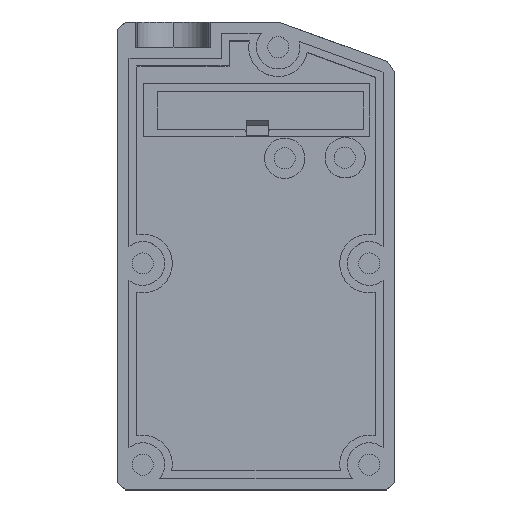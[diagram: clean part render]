
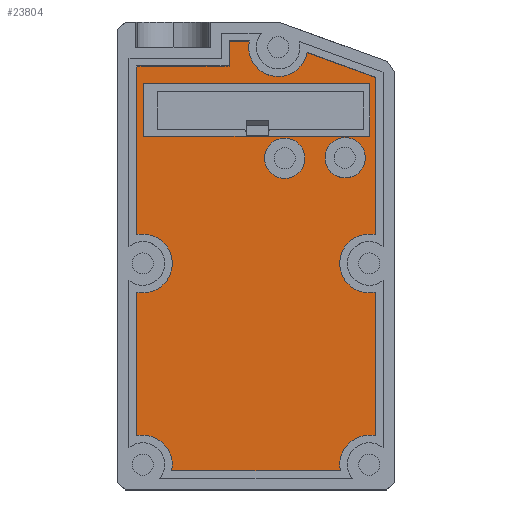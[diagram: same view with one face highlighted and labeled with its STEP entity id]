
A CAD part, top view. The second image highlights one B-rep face of the part: STEP entity #23804.
In plain terms, the highlighted planar face has unit normal (0, 0, 1).
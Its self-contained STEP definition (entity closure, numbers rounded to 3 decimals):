
#153=FACE_BOUND('',#5218,.T.);
#154=FACE_BOUND('',#5219,.T.);
#155=FACE_BOUND('',#5220,.T.);
#2517=PLANE('',#24596);
#3797=FACE_OUTER_BOUND('',#5217,.T.);
#5217=EDGE_LOOP('',(#22402,#22403,#22404,#22405,#22406,#22407,#22408,#22409,
#22410));
#5218=EDGE_LOOP('',(#22411,#22412,#22413,#22414,#22415,#22416));
#5219=EDGE_LOOP('',(#22417));
#5220=EDGE_LOOP('',(#22418));
#5276=LINE('',#28551,#7564);
#5277=LINE('',#28554,#7565);
#5280=LINE('',#28559,#7568);
#7342=LINE('',#44336,#9630);
#7345=LINE('',#44341,#9633);
#7355=LINE('',#44361,#9643);
#7365=LINE('',#44383,#9653);
#7367=LINE('',#44387,#9655);
#7369=LINE('',#44390,#9657);
#7496=LINE('',#44744,#9784);
#7504=LINE('',#44857,#9792);
#7505=LINE('',#44860,#9793);
#7509=LINE('',#44869,#9797);
#7515=LINE('',#44897,#9803);
#7521=LINE('',#44907,#9809);
#7564=VECTOR('',#24674,10.);
#7565=VECTOR('',#24677,10.);
#7568=VECTOR('',#24682,10.);
#9630=VECTOR('',#27998,10.);
#9633=VECTOR('',#28003,10.);
#9643=VECTOR('',#28015,10.);
#9653=VECTOR('',#28039,10.);
#9655=VECTOR('',#28043,10.);
#9657=VECTOR('',#28047,10.);
#9784=VECTOR('',#28350,10.);
#9792=VECTOR('',#28360,10.);
#9793=VECTOR('',#28363,10.);
#9797=VECTOR('',#28369,10.);
#9803=VECTOR('',#28377,10.);
#9809=VECTOR('',#28385,10.);
#9848=CIRCLE('',#24544,4.);
#9850=CIRCLE('',#24548,4.);
#9879=VERTEX_POINT('',#28498);
#9900=VERTEX_POINT('',#28546);
#9901=VERTEX_POINT('',#28553);
#9902=VERTEX_POINT('',#28557);
#12009=VERTEX_POINT('',#44333);
#12010=VERTEX_POINT('',#44335);
#12011=VERTEX_POINT('',#44339);
#12020=VERTEX_POINT('',#44359);
#12025=VERTEX_POINT('',#44382);
#12026=VERTEX_POINT('',#44386);
#12105=VERTEX_POINT('',#44643);
#12107=VERTEX_POINT('',#44650);
#12135=VERTEX_POINT('',#44743);
#12144=VERTEX_POINT('',#44855);
#12145=VERTEX_POINT('',#44859);
#12148=VERTEX_POINT('',#44866);
#12149=VERTEX_POINT('',#44868);
#12203=EDGE_CURVE('',#9900,#9879,#5276,.T.);
#12204=EDGE_CURVE('',#9901,#9900,#5277,.T.);
#12207=EDGE_CURVE('',#9879,#9902,#5280,.T.);
#15367=EDGE_CURVE('',#12009,#12010,#7342,.T.);
#15370=EDGE_CURVE('',#12011,#12010,#7345,.T.);
#15380=EDGE_CURVE('',#12020,#12009,#7355,.F.);
#15390=EDGE_CURVE('',#9902,#12025,#7365,.T.);
#15392=EDGE_CURVE('',#12025,#12026,#7367,.T.);
#15394=EDGE_CURVE('',#12026,#9901,#7369,.T.);
#15507=EDGE_CURVE('',#12105,#12105,#9848,.T.);
#15510=EDGE_CURVE('',#12107,#12107,#9850,.T.);
#15554=EDGE_CURVE('',#12135,#12011,#7496,.T.);
#15567=EDGE_CURVE('',#12144,#12020,#7504,.F.);
#15568=EDGE_CURVE('',#12135,#12145,#7505,.F.);
#15572=EDGE_CURVE('',#12148,#12149,#7509,.F.);
#15579=EDGE_CURVE('',#12145,#12148,#7515,.F.);
#15585=EDGE_CURVE('',#12149,#12144,#7521,.F.);
#22402=ORIENTED_EDGE('',*,*,#15572,.F.);
#22403=ORIENTED_EDGE('',*,*,#15579,.F.);
#22404=ORIENTED_EDGE('',*,*,#15568,.F.);
#22405=ORIENTED_EDGE('',*,*,#15554,.T.);
#22406=ORIENTED_EDGE('',*,*,#15370,.T.);
#22407=ORIENTED_EDGE('',*,*,#15367,.F.);
#22408=ORIENTED_EDGE('',*,*,#15380,.F.);
#22409=ORIENTED_EDGE('',*,*,#15567,.F.);
#22410=ORIENTED_EDGE('',*,*,#15585,.F.);
#22411=ORIENTED_EDGE('',*,*,#15390,.T.);
#22412=ORIENTED_EDGE('',*,*,#15392,.T.);
#22413=ORIENTED_EDGE('',*,*,#15394,.T.);
#22414=ORIENTED_EDGE('',*,*,#12204,.T.);
#22415=ORIENTED_EDGE('',*,*,#12203,.T.);
#22416=ORIENTED_EDGE('',*,*,#12207,.T.);
#22417=ORIENTED_EDGE('',*,*,#15507,.T.);
#22418=ORIENTED_EDGE('',*,*,#15510,.T.);
#23804=ADVANCED_FACE('',(#3797,#153,#154,#155),#2517,.T.);
#24544=AXIS2_PLACEMENT_3D('',#44645,#28249,#28250);
#24548=AXIS2_PLACEMENT_3D('',#44652,#28258,#28259);
#24596=AXIS2_PLACEMENT_3D('',#44923,#28416,#28417);
#24674=DIRECTION('',(-1.,0.,0.));
#24677=DIRECTION('',(-1.,0.,0.));
#24682=DIRECTION('',(-1.,0.,0.));
#27998=DIRECTION('',(-1.,0.,0.));
#28003=DIRECTION('',(0.,-1.,0.));
#28015=DIRECTION('',(0.,-1.,0.));
#28039=DIRECTION('',(0.,1.,0.));
#28043=DIRECTION('',(1.,0.,0.));
#28047=DIRECTION('',(0.,-1.,0.));
#28249=DIRECTION('center_axis',(0.,0.,-1.));
#28250=DIRECTION('ref_axis',(-1.,0.,0.));
#28258=DIRECTION('center_axis',(0.,0.,-1.));
#28259=DIRECTION('ref_axis',(-1.,0.,0.));
#28350=DIRECTION('',(-1.,0.,0.));
#28360=DIRECTION('',(1.,0.,0.));
#28363=DIRECTION('',(0.,-1.,0.));
#28369=DIRECTION('',(-0.94,0.342,0.));
#28377=DIRECTION('',(-1.,0.,0.));
#28385=DIRECTION('',(0.,1.,0.));
#28416=DIRECTION('center_axis',(0.,0.,1.));
#28417=DIRECTION('ref_axis',(1.,0.,0.));
#28498=CARTESIAN_POINT('',(-4.477,20.311,3.75));
#28546=CARTESIAN_POINT('',(0.,20.311,3.75));
#28551=CARTESIAN_POINT('',(-13.677,20.311,3.75));
#28553=CARTESIAN_POINT('',(20.145,20.311,3.75));
#28554=CARTESIAN_POINT('',(-13.677,20.311,3.75));
#28557=CARTESIAN_POINT('',(-24.855,20.311,3.75));
#28559=CARTESIAN_POINT('',(-13.677,20.311,3.75));
#44333=CARTESIAN_POINT('',(-26.25,26.84,3.75));
#44335=CARTESIAN_POINT('',(-27.5,26.84,3.75));
#44336=CARTESIAN_POINT('',(-26.25,26.84,3.75));
#44339=CARTESIAN_POINT('',(-27.5,34.25,3.75));
#44341=CARTESIAN_POINT('',(-27.5,26.84,3.75));
#44359=CARTESIAN_POINT('',(-26.25,-46.25,3.75));
#44361=CARTESIAN_POINT('',(-26.25,19.75,3.75));
#44382=CARTESIAN_POINT('',(-24.855,30.811,3.75));
#44383=CARTESIAN_POINT('',(-24.855,13.656,3.75));
#44386=CARTESIAN_POINT('',(20.145,30.811,3.75));
#44387=CARTESIAN_POINT('',(8.823,30.811,3.75));
#44390=CARTESIAN_POINT('',(20.145,8.406,3.75));
#44643=CARTESIAN_POINT('',(19.226,16.026,3.75));
#44645=CARTESIAN_POINT('Origin',(15.226,16.026,3.75));
#44650=CARTESIAN_POINT('',(7.214,15.927,3.75));
#44652=CARTESIAN_POINT('Origin',(3.214,15.927,3.75));
#44743=CARTESIAN_POINT('',(-26.25,34.25,3.75));
#44744=CARTESIAN_POINT('',(-26.25,34.25,3.75));
#44855=CARTESIAN_POINT('',(21.25,-46.25,3.75));
#44857=CARTESIAN_POINT('',(-16.25,-46.25,3.75));
#44859=CARTESIAN_POINT('',(-26.25,39.25,3.75));
#44860=CARTESIAN_POINT('',(-26.25,19.75,3.75));
#44866=CARTESIAN_POINT('',(1.339,39.25,3.75));
#44868=CARTESIAN_POINT('',(21.25,32.003,3.75));
#44869=CARTESIAN_POINT('',(17.703,33.294,3.75));
#44897=CARTESIAN_POINT('',(-0.25,39.25,3.75));
#44907=CARTESIAN_POINT('',(21.25,-26.75,3.75));
#44923=CARTESIAN_POINT('Origin',(-2.5,-3.5,3.75));
